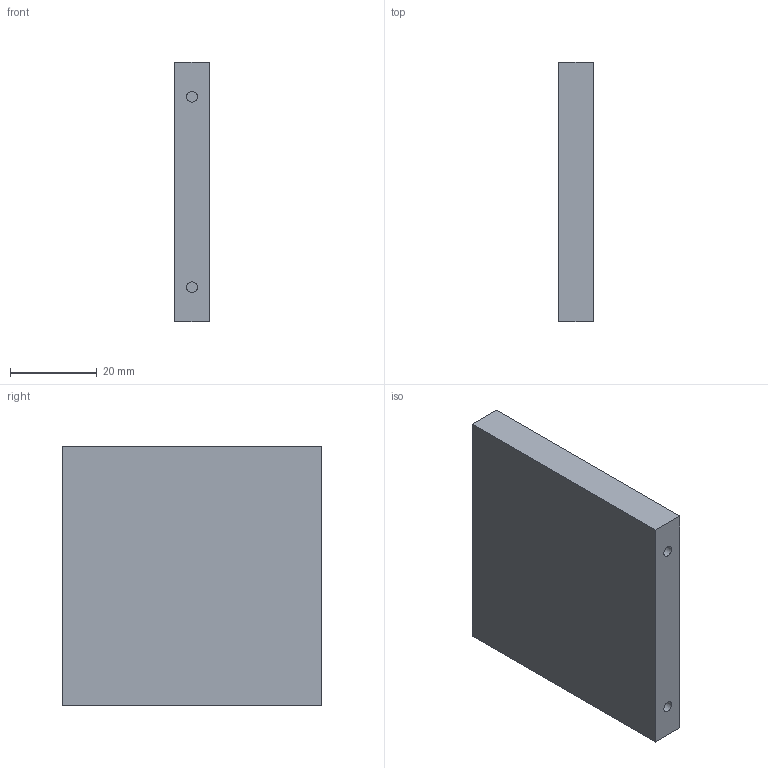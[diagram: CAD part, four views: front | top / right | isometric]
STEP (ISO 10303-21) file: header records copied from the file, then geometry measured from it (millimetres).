
FILE_DESCRIPTION(('FreeCAD Model'),'2;1');
FILE_NAME('Beine_ohne_Bohrung.step','2021-03-07T13:14:18',('Author') ,(''),'Open CASCADE STEP processor 7.3','FreeCAD','Unknown');
FILE_SCHEMA(('AUTOMOTIVE_DESIGN { 1 0 10303 214 1 1 1 1 }'));
Length unit declared in the file: millimetre
Products named in the file (1): Body
Bounding box: 8 x 60 x 60 mm (x, y, z)
Volume: 28309.1 mm3; surface area: 9905.4 mm2
Topology: 1 solids, 1 shells, 14 faces, 24 edges, 16 vertices
Faces by surface type: plane 10, cylinder 4
Full cylindrical faces by diameter (mm): 2.5 x4
Entity records: 669 total; most frequent: DIRECTION 110, CARTESIAN_POINT 103, LINE 56, VECTOR 56, ORIENTED_EDGE 48, PCURVE 48, DEFINITIONAL_REPRESENTATION 48, EDGE_CURVE 24
